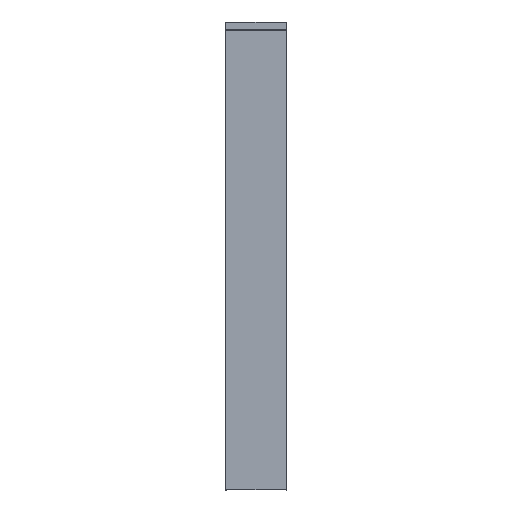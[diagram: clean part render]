
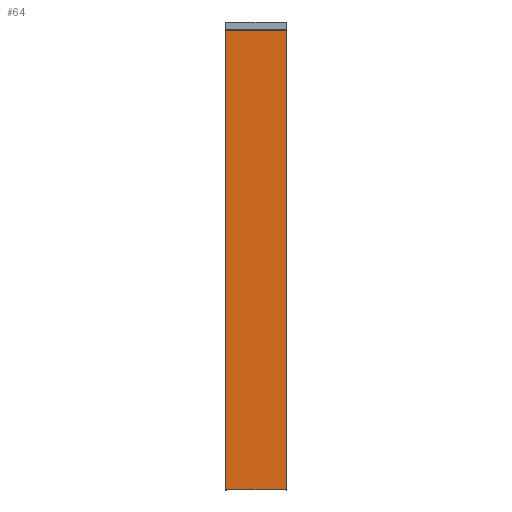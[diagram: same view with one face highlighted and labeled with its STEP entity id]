
A CAD part, front view. The second image highlights one B-rep face of the part: STEP entity #64.
In plain terms, the highlighted planar face has unit normal (0, -1, 0).
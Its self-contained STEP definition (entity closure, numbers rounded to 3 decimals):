
#64=ADVANCED_FACE('',(#163),#1410,.T.);
#163=FACE_OUTER_BOUND('',#262,.T.);
#262=EDGE_LOOP('',(#543,#544,#545,#546));
#543=ORIENTED_EDGE('',*,*,#891,.F.);
#544=ORIENTED_EDGE('',*,*,#890,.F.);
#545=ORIENTED_EDGE('',*,*,#889,.F.);
#546=ORIENTED_EDGE('',*,*,#888,.F.);
#888=EDGE_CURVE('',#1300,#1301,#1138,.T.);
#889=EDGE_CURVE('',#1301,#1286,#1139,.T.);
#890=EDGE_CURVE('',#1286,#1298,#1140,.T.);
#891=EDGE_CURVE('',#1298,#1300,#1141,.T.);
#1138=B_SPLINE_CURVE_WITH_KNOTS('',1,(#4168,#4169),.UNSPECIFIED.,.F.,.F.,
(2,2),(0.,2995.555),.UNSPECIFIED.);
#1139=B_SPLINE_CURVE_WITH_KNOTS('',1,(#4170,#4171),.UNSPECIFIED.,.F.,.F.,
(2,2),(0.,396.),.UNSPECIFIED.);
#1140=B_SPLINE_CURVE_WITH_KNOTS('',1,(#4172,#4173),.UNSPECIFIED.,.F.,.F.,
(2,2),(0.,2995.555),.UNSPECIFIED.);
#1141=B_SPLINE_CURVE_WITH_KNOTS('',1,(#4174,#4175),.UNSPECIFIED.,.F.,.F.,
(2,2),(0.,396.),.UNSPECIFIED.);
#1286=VERTEX_POINT('',#3620);
#1298=VERTEX_POINT('',#3632);
#1300=VERTEX_POINT('',#3634);
#1301=VERTEX_POINT('',#3635);
#1410=PLANE('',#1472);
#1472=AXIS2_PLACEMENT_3D('',#2455,#1517,$);
#1517=DIRECTION('',(0.,-1.,0.));
#2455=CARTESIAN_POINT('',(241.294,0.,-303.249));
#3620=CARTESIAN_POINT('',(-198.,0.,0.));
#3632=CARTESIAN_POINT('',(-198.,0.,2995.555));
#3634=CARTESIAN_POINT('',(198.,0.,2995.555));
#3635=CARTESIAN_POINT('',(198.,0.,0.));
#4168=CARTESIAN_POINT('',(198.,0.,2995.555));
#4169=CARTESIAN_POINT('',(198.,0.,0.));
#4170=CARTESIAN_POINT('',(198.,0.,0.));
#4171=CARTESIAN_POINT('',(-198.,0.,0.));
#4172=CARTESIAN_POINT('',(-198.,0.,0.));
#4173=CARTESIAN_POINT('',(-198.,0.,2995.555));
#4174=CARTESIAN_POINT('',(-198.,0.,2995.555));
#4175=CARTESIAN_POINT('',(198.,0.,2995.555));
